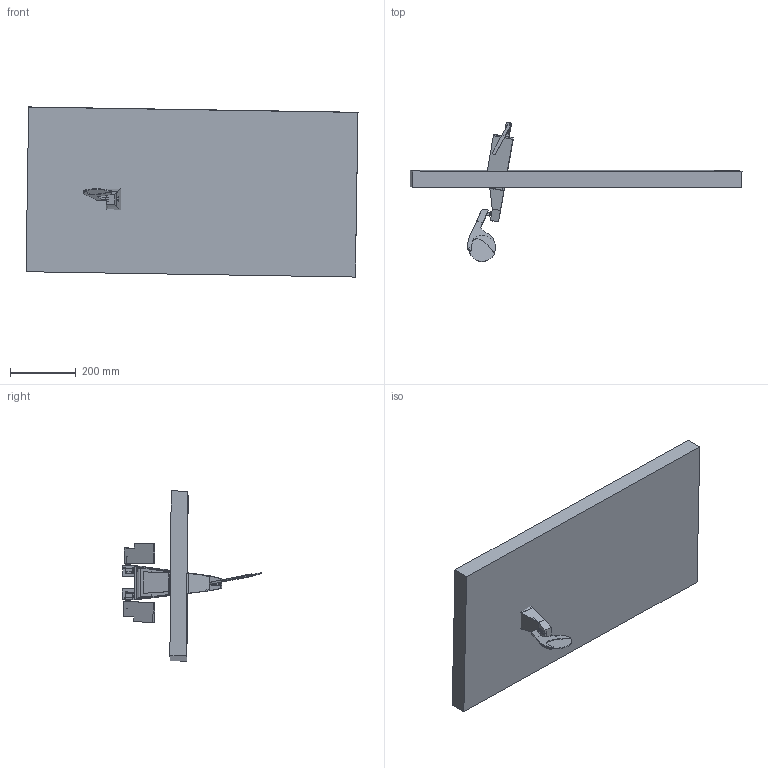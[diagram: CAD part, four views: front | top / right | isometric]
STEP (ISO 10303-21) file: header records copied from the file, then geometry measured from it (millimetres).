
FILE_DESCRIPTION (( 'STEP AP203' ), '1' );
FILE_NAME ('Mudskipper full.STEP', '2025-12-20T01:04:48', ( '' ), ( '' ), 'SwSTEP 2.0', 'SolidWorks 2025', '' );
FILE_SCHEMA (( 'CONFIG_CONTROL_DESIGN' ));
Length unit declared in the file: millimetre
Products named in the file (9): Mudskipper full; floor; cl fin circle; senor placment; joint final - Copy; SG90 - Micro Servo 9g - Tower Pro.1_Peça; body final - Copy - Copy; c joint; pe final bigg
Assembly tree (15 placements, depth 2):
  Mudskipper full
    c joint
    cl fin circle
    pe final bigg  x2
    SG90 - Micro Servo 9g - Tower Pro.1_Peça  x5
    body final - Copy - Copy
    senor placment  x2
    floor
    joint final - Copy  x2
Bounding box: 1008.04 x 422.79 x 516.48 mm (x, y, z)
Volume: 25454516.1 mm3; surface area: 1360704.4 mm2
Topology: 65 solids, 65 shells, 2317 faces, 6165 edges, 4010 vertices
Faces by surface type: plane 1346, cylinder 706, torus 155, bspline 90, sphere 10, cone 10
Entity records: 20844 total; most frequent: CARTESIAN_POINT 5055, ORIENTED_EDGE 3150, DIRECTION 2937, EDGE_CURVE 1575, VERTEX_POINT 1030, LINE 985, VECTOR 985, AXIS2_PLACEMENT_3D 976
